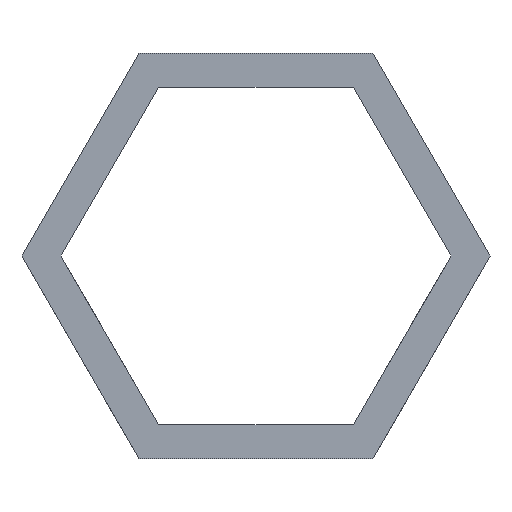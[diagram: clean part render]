
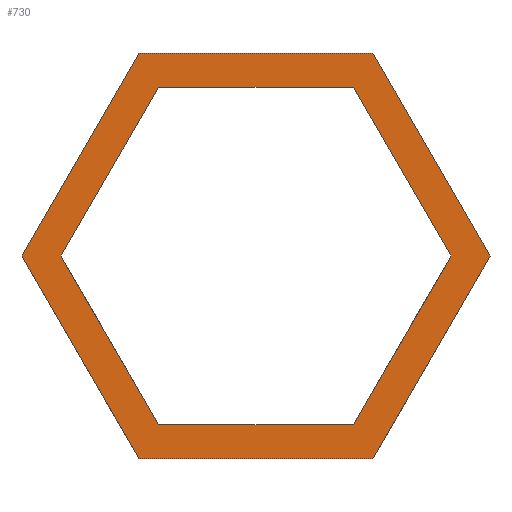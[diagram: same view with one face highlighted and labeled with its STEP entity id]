
A CAD part, front view. The second image highlights one B-rep face of the part: STEP entity #730.
In plain terms, the highlighted planar face has unit normal (0, -1, 0).
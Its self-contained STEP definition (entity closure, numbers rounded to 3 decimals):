
#1=DIRECTION('',(1.,0.,0.));
#2=VECTOR('',#1,22.);
#3=CARTESIAN_POINT('',(-11.,0.,19.053));
#4=LINE('',#3,#2);
#5=DIRECTION('',(0.5,0.,-0.866));
#6=VECTOR('',#5,22.);
#7=CARTESIAN_POINT('',(11.,0.,19.053));
#8=LINE('',#7,#6);
#9=DIRECTION('',(-0.5,0.,-0.866));
#10=VECTOR('',#9,22.);
#11=CARTESIAN_POINT('',(22.,0.,0.));
#12=LINE('',#11,#10);
#13=DIRECTION('',(-1.,0.,0.));
#14=VECTOR('',#13,22.);
#15=CARTESIAN_POINT('',(11.,0.,-19.053));
#16=LINE('',#15,#14);
#17=DIRECTION('',(-0.5,0.,0.866));
#18=VECTOR('',#17,22.);
#19=CARTESIAN_POINT('',(-11.,0.,-19.053));
#20=LINE('',#19,#18);
#21=DIRECTION('',(0.5,0.,0.866));
#22=VECTOR('',#21,22.);
#23=CARTESIAN_POINT('',(-22.,0.,0.));
#24=LINE('',#23,#22);
#25=DIRECTION('',(-0.5,0.,-0.866));
#26=VECTOR('',#25,18.33);
#27=CARTESIAN_POINT('',(-9.165,0.,15.874));
#28=LINE('',#27,#26);
#29=DIRECTION('',(0.5,0.,-0.866));
#30=VECTOR('',#29,18.33);
#31=CARTESIAN_POINT('',(-18.33,0.,0.));
#32=LINE('',#31,#30);
#33=DIRECTION('',(1.,0.,0.));
#34=VECTOR('',#33,18.33);
#35=CARTESIAN_POINT('',(-9.165,0.,-15.874));
#36=LINE('',#35,#34);
#37=DIRECTION('',(0.5,0.,0.866));
#38=VECTOR('',#37,18.33);
#39=CARTESIAN_POINT('',(9.165,0.,-15.874));
#40=LINE('',#39,#38);
#41=DIRECTION('',(-0.5,0.,0.866));
#42=VECTOR('',#41,18.33);
#43=CARTESIAN_POINT('',(18.33,0.,0.));
#44=LINE('',#43,#42);
#45=DIRECTION('',(-1.,0.,0.));
#46=VECTOR('',#45,18.33);
#47=CARTESIAN_POINT('',(9.165,0.,15.874));
#48=LINE('',#47,#46);
#537=CARTESIAN_POINT('',(-11.,0.,19.053));
#538=CARTESIAN_POINT('',(11.,0.,19.053));
#539=VERTEX_POINT('',#537);
#540=VERTEX_POINT('',#538);
#541=CARTESIAN_POINT('',(22.,0.,0.));
#542=VERTEX_POINT('',#541);
#543=CARTESIAN_POINT('',(11.,0.,-19.053));
#544=VERTEX_POINT('',#543);
#545=CARTESIAN_POINT('',(-11.,0.,-19.053));
#546=VERTEX_POINT('',#545);
#547=CARTESIAN_POINT('',(-22.,0.,0.));
#548=VERTEX_POINT('',#547);
#549=CARTESIAN_POINT('',(-9.165,0.,15.874));
#550=CARTESIAN_POINT('',(-18.33,0.,0.));
#551=VERTEX_POINT('',#549);
#552=VERTEX_POINT('',#550);
#553=CARTESIAN_POINT('',(-9.165,0.,-15.874));
#554=VERTEX_POINT('',#553);
#555=CARTESIAN_POINT('',(9.165,0.,-15.874));
#556=VERTEX_POINT('',#555);
#557=CARTESIAN_POINT('',(18.33,0.,0.));
#558=VERTEX_POINT('',#557);
#559=CARTESIAN_POINT('',(9.165,0.,15.874));
#560=VERTEX_POINT('',#559);
#697=CARTESIAN_POINT('',(0.,0.,0.));
#698=DIRECTION('',(0.,1.,0.));
#699=DIRECTION('',(1.,0.,0.));
#700=AXIS2_PLACEMENT_3D('',#697,#698,#699);
#701=PLANE('',#700);
#703=ORIENTED_EDGE('',*,*,#702,.T.);
#705=ORIENTED_EDGE('',*,*,#704,.T.);
#707=ORIENTED_EDGE('',*,*,#706,.T.);
#709=ORIENTED_EDGE('',*,*,#708,.T.);
#711=ORIENTED_EDGE('',*,*,#710,.T.);
#713=ORIENTED_EDGE('',*,*,#712,.T.);
#714=EDGE_LOOP('',(#703,#705,#707,#709,#711,#713));
#715=FACE_OUTER_BOUND('',#714,.F.);
#717=ORIENTED_EDGE('',*,*,#716,.T.);
#719=ORIENTED_EDGE('',*,*,#718,.T.);
#721=ORIENTED_EDGE('',*,*,#720,.T.);
#723=ORIENTED_EDGE('',*,*,#722,.T.);
#725=ORIENTED_EDGE('',*,*,#724,.T.);
#727=ORIENTED_EDGE('',*,*,#726,.T.);
#728=EDGE_LOOP('',(#717,#719,#721,#723,#725,#727));
#729=FACE_BOUND('',#728,.F.);
#730=ADVANCED_FACE('',(#715,#729),#701,.F.);
#702=EDGE_CURVE('',#539,#540,#4,.T.);
#704=EDGE_CURVE('',#540,#542,#8,.T.);
#706=EDGE_CURVE('',#542,#544,#12,.T.);
#708=EDGE_CURVE('',#544,#546,#16,.T.);
#710=EDGE_CURVE('',#546,#548,#20,.T.);
#712=EDGE_CURVE('',#548,#539,#24,.T.);
#716=EDGE_CURVE('',#551,#552,#28,.T.);
#718=EDGE_CURVE('',#552,#554,#32,.T.);
#720=EDGE_CURVE('',#554,#556,#36,.T.);
#722=EDGE_CURVE('',#556,#558,#40,.T.);
#724=EDGE_CURVE('',#558,#560,#44,.T.);
#726=EDGE_CURVE('',#560,#551,#48,.T.);
